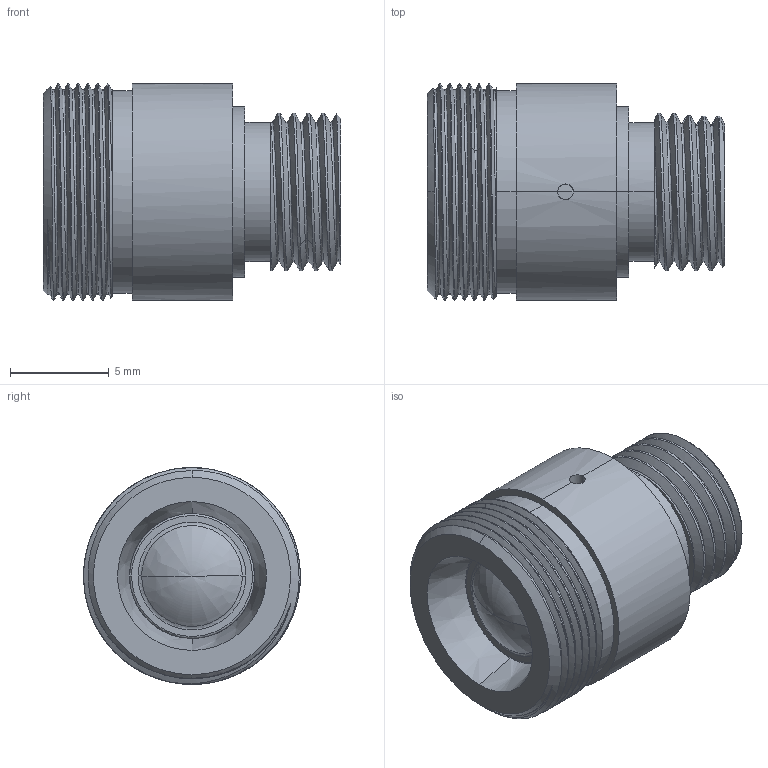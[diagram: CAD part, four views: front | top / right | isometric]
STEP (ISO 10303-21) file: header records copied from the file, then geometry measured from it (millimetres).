
FILE_DESCRIPTION (( 'STEP AP203' ), '1' );
FILE_NAME ('Web Model 64789_67723.step', '2019-07-01T14:01:42', ( '' ), ( '' ), 'SwSTEP 2.0', 'SolidWorks 2018', '' );
FILE_SCHEMA (( 'CONFIG_CONTROL_DESIGN' ));
Length unit declared in the file: millimetre
Products named in the file (1): Web Model 64789_67723
Bounding box: 15.07 x 11 x 11 mm (x, y, z)
Volume: 783.9 mm3; surface area: 1407.4 mm2
Topology: 3 solids, 3 shells, 130 faces, 319 edges, 200 vertices
Faces by surface type: cylinder 58, bspline 28, plane 20, cone 18, torus 6
Entity records: 12144 total; most frequent: CARTESIAN_POINT 9728, ORIENTED_EDGE 630, EDGE_CURVE 315, B_SPLINE_CURVE_WITH_KNOTS 303, DIRECTION 214, VERTEX_POINT 200, EDGE_LOOP 147, FACE_OUTER_BOUND 130
